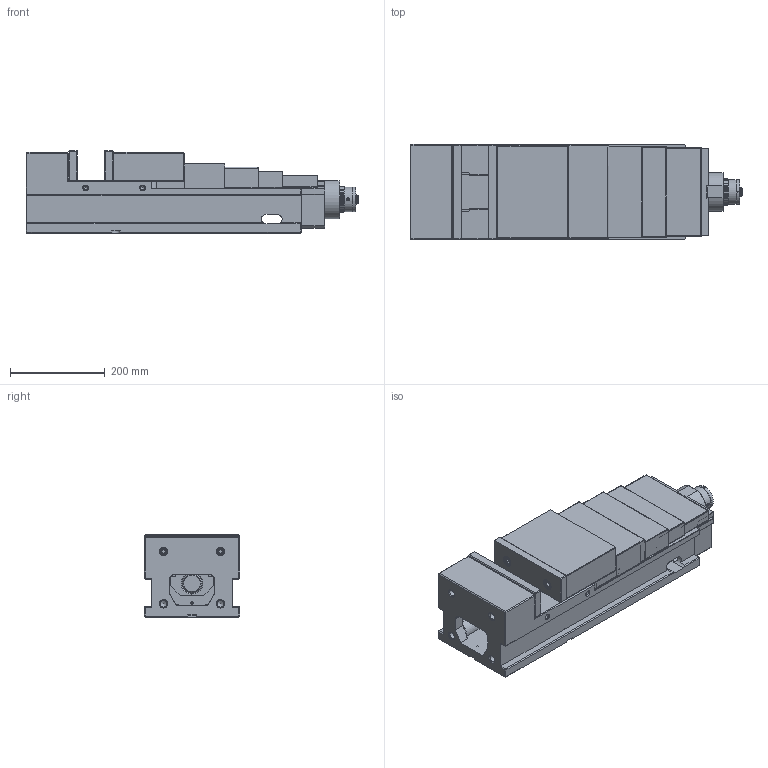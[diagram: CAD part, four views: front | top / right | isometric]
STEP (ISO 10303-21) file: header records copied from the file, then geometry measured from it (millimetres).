
FILE_DESCRIPTION(/* description */ (''),/* implementation_level */ '2;1');
FILE_NAME(/* name */ '1AVM200GA0101.stp',/* time_stamp */ '2020-03-17T11:09:59+08:00',/* author */ ('AUTOWELL002'),/* organization */ (''),/* preprocessor_version */ 'ST-DEVELOPER v17',/* originating_system */ 'Autodesk Inventor 2019',/* authorisation */ '');
FILE_SCHEMA (('AUTOMOTIVE_DESIGN { 1 0 10303 214 3 1 1 }'));
Products named in the file (1): 1AVM200GA0101
Bounding box: 700 x 201 x 173 mm (x, y, z)
Volume: 10568956.9 mm3; surface area: 1388284.5 mm2
Topology: 21 solids, 55 shells, 2174 faces, 5990 edges, 3897 vertices
Faces by surface type: plane 1205, cylinder 493, cone 314, bspline 90, torus 60, sphere 12
Full cylindrical faces by diameter (mm): 2.459 x2, 2.5 x2, 3 x2, 3.242 x5, 3.3 x2, 4 x12, 4.2 x4, 4.5 x5, 4.917 x3, 5 x13, 5.5 x2, 6 x9, 6.1 x1, 6.3 x1, 6.5 x3, 6.6 x2, 7 x5, 7.5 x1, 8 x8, 8.2 x4, 8.5 x5, 9 x4, 9.5 x1, 10 x4, 10.2 x5, 11 x3, 12 x13, 12.4 x1, 12.647 x2, 12.7 x1
Entity records: 83469 total; most frequent: CARTESIAN_POINT 26758, ORIENTED_EDGE 11898, DIRECTION 11069, EDGE_CURVE 5949, AXIS2_PLACEMENT_3D 4007, VERTEX_POINT 3899, LINE 3055, VECTOR 3055
